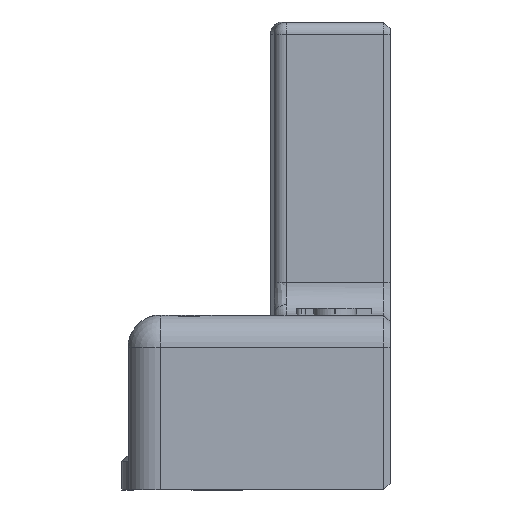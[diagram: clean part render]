
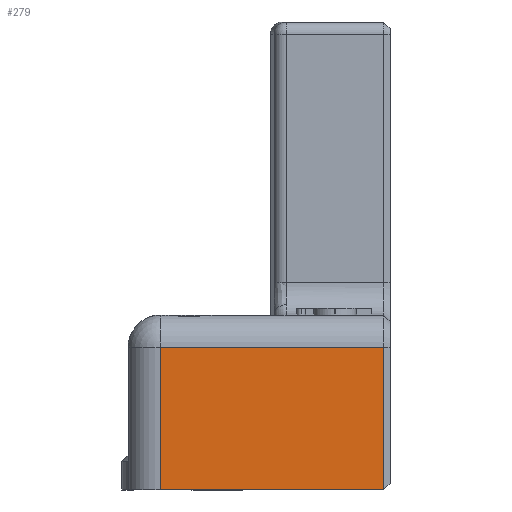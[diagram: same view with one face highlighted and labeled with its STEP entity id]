
A CAD part, front view. The second image highlights one B-rep face of the part: STEP entity #279.
In plain terms, the highlighted planar face has unit normal (0, -1, 0).
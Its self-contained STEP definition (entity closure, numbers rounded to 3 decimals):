
#279 = ADVANCED_FACE ( 'NONE', ( #13538 ), #12709, .F. ) ;
#786 = CARTESIAN_POINT ( 'NONE',  ( 574.426, -188.371, 6. ) ) ;
#1389 = EDGE_CURVE ( 'NONE', #10530, #15784, #12096, .T. ) ;
#3209 = CARTESIAN_POINT ( 'NONE',  ( 588.126, -188.371, 8. ) ) ;
#3719 = ORIENTED_EDGE ( 'NONE', *, *, #11961, .F. ) ;
#3936 = EDGE_CURVE ( 'NONE', #14467, #14411, #7024, .T. ) ;
#4596 = VECTOR ( 'NONE', #9424, 1000. ) ;
#5519 = CARTESIAN_POINT ( 'NONE',  ( 588.126, -188.371, -2.75 ) ) ;
#5616 = LINE ( 'NONE', #15466, #6971 ) ;
#6319 = DIRECTION ( 'NONE',  ( 0., 0., -1. ) ) ;
#6943 = CARTESIAN_POINT ( 'NONE',  ( 0., -188.371, 6. ) ) ;
#6971 = VECTOR ( 'NONE', #8246, 1000. ) ;
#7024 = LINE ( 'NONE', #6943, #12770 ) ;
#8246 = DIRECTION ( 'NONE',  ( 0., 0., -1. ) ) ;
#9266 = DIRECTION ( 'NONE',  ( 0., 0., -1. ) ) ;
#9424 = DIRECTION ( 'NONE',  ( -1., 0., 0. ) ) ;
#9787 = ORIENTED_EDGE ( 'NONE', *, *, #13010, .T. ) ;
#10530 = VERTEX_POINT ( 'NONE', #5519 ) ;
#11209 = CARTESIAN_POINT ( 'NONE',  ( 0., -188.371, 8. ) ) ;
#11961 = EDGE_CURVE ( 'NONE', #14411, #10530, #15522, .T. ) ;
#12001 = DIRECTION ( 'NONE',  ( 1., 0., 0. ) ) ;
#12040 = EDGE_LOOP ( 'NONE', ( #15192, #9787, #13828, #3719 ) ) ;
#12096 = LINE ( 'NONE', #13051, #4596 ) ;
#12709 = PLANE ( 'NONE',  #15324 ) ;
#12770 = VECTOR ( 'NONE', #12001, 1000. ) ;
#12896 = VECTOR ( 'NONE', #9266, 1000. ) ;
#13010 = EDGE_CURVE ( 'NONE', #14467, #15784, #5616, .T. ) ;
#13051 = CARTESIAN_POINT ( 'NONE',  ( 0., -188.371, -2.75 ) ) ;
#13271 = CARTESIAN_POINT ( 'NONE',  ( 588.126, -188.371, 6. ) ) ;
#13538 = FACE_OUTER_BOUND ( 'NONE', #12040, .T. ) ;
#13727 = CARTESIAN_POINT ( 'NONE',  ( 574.426, -188.371, -2.75 ) ) ;
#13828 = ORIENTED_EDGE ( 'NONE', *, *, #1389, .F. ) ;
#14411 = VERTEX_POINT ( 'NONE', #13271 ) ;
#14467 = VERTEX_POINT ( 'NONE', #786 ) ;
#15192 = ORIENTED_EDGE ( 'NONE', *, *, #3936, .F. ) ;
#15324 = AXIS2_PLACEMENT_3D ( 'NONE', #11209, #15867, #6319 ) ;
#15466 = CARTESIAN_POINT ( 'NONE',  ( 574.426, -188.371, 8. ) ) ;
#15522 = LINE ( 'NONE', #3209, #12896 ) ;
#15784 = VERTEX_POINT ( 'NONE', #13727 ) ;
#15867 = DIRECTION ( 'NONE',  ( 0., 1., 0. ) ) ;
